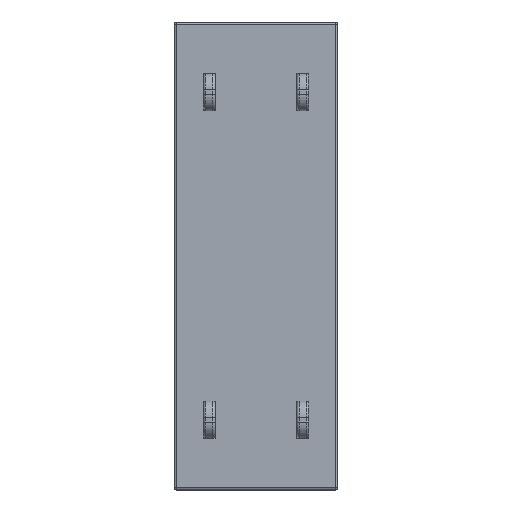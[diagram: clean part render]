
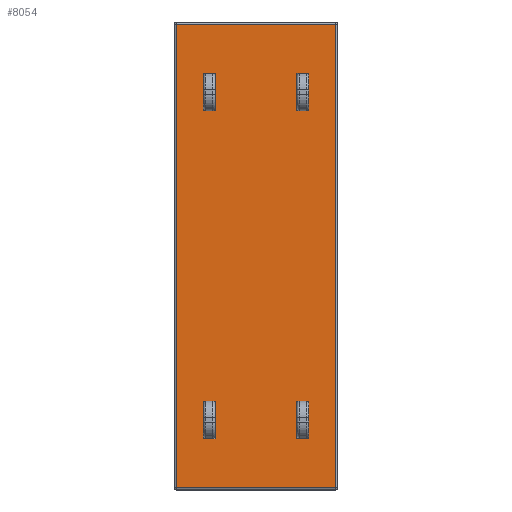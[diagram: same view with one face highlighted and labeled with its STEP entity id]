
A CAD part, front view. The second image highlights one B-rep face of the part: STEP entity #8054.
In plain terms, the highlighted planar face has unit normal (0, -1, 0).
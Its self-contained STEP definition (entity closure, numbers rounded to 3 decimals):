
#777=FACE_BOUND('',#1491,.T.);
#778=FACE_BOUND('',#1492,.T.);
#779=FACE_BOUND('',#1493,.T.);
#780=FACE_BOUND('',#1494,.T.);
#996=FACE_OUTER_BOUND('',#1490,.T.);
#1490=EDGE_LOOP('',(#6390,#6391,#6392,#6393));
#1491=EDGE_LOOP('',(#6394,#6395,#6396,#6397));
#1492=EDGE_LOOP('',(#6398,#6399,#6400,#6401));
#1493=EDGE_LOOP('',(#6402,#6403,#6404,#6405));
#1494=EDGE_LOOP('',(#6406,#6407,#6408,#6409));
#2169=LINE('',#13296,#2928);
#2171=LINE('',#13299,#2930);
#2175=LINE('',#13312,#2934);
#2181=LINE('',#13335,#2940);
#2190=LINE('',#13360,#2949);
#2191=LINE('',#13362,#2950);
#2192=LINE('',#13364,#2951);
#2193=LINE('',#13365,#2952);
#2194=LINE('',#13368,#2953);
#2195=LINE('',#13370,#2954);
#2196=LINE('',#13372,#2955);
#2197=LINE('',#13373,#2956);
#2198=LINE('',#13376,#2957);
#2199=LINE('',#13378,#2958);
#2200=LINE('',#13380,#2959);
#2201=LINE('',#13381,#2960);
#2202=LINE('',#13384,#2961);
#2203=LINE('',#13386,#2962);
#2204=LINE('',#13388,#2963);
#2205=LINE('',#13389,#2964);
#2928=VECTOR('',#10075,10.);
#2930=VECTOR('',#10079,10.);
#2934=VECTOR('',#10095,10.);
#2940=VECTOR('',#10123,10.);
#2949=VECTOR('',#10154,10.);
#2950=VECTOR('',#10155,10.);
#2951=VECTOR('',#10156,10.);
#2952=VECTOR('',#10157,10.);
#2953=VECTOR('',#10158,10.);
#2954=VECTOR('',#10159,10.);
#2955=VECTOR('',#10160,10.);
#2956=VECTOR('',#10161,10.);
#2957=VECTOR('',#10162,10.);
#2958=VECTOR('',#10163,10.);
#2959=VECTOR('',#10164,10.);
#2960=VECTOR('',#10165,10.);
#2961=VECTOR('',#10166,10.);
#2962=VECTOR('',#10167,10.);
#2963=VECTOR('',#10168,10.);
#2964=VECTOR('',#10169,10.);
#3647=VERTEX_POINT('',#13270);
#3648=VERTEX_POINT('',#13274);
#3653=VERTEX_POINT('',#13284);
#3656=VERTEX_POINT('',#13291);
#3669=VERTEX_POINT('',#13358);
#3670=VERTEX_POINT('',#13359);
#3671=VERTEX_POINT('',#13361);
#3672=VERTEX_POINT('',#13363);
#3673=VERTEX_POINT('',#13366);
#3674=VERTEX_POINT('',#13367);
#3675=VERTEX_POINT('',#13369);
#3676=VERTEX_POINT('',#13371);
#3677=VERTEX_POINT('',#13374);
#3678=VERTEX_POINT('',#13375);
#3679=VERTEX_POINT('',#13377);
#3680=VERTEX_POINT('',#13379);
#3681=VERTEX_POINT('',#13382);
#3682=VERTEX_POINT('',#13383);
#3683=VERTEX_POINT('',#13385);
#3684=VERTEX_POINT('',#13387);
#4577=EDGE_CURVE('',#3648,#3656,#2169,.T.);
#4579=EDGE_CURVE('',#3656,#3653,#2171,.T.);
#4586=EDGE_CURVE('',#3653,#3647,#2175,.T.);
#4598=EDGE_CURVE('',#3647,#3648,#2181,.T.);
#4610=EDGE_CURVE('',#3669,#3670,#2190,.T.);
#4611=EDGE_CURVE('',#3669,#3671,#2191,.T.);
#4612=EDGE_CURVE('',#3671,#3672,#2192,.T.);
#4613=EDGE_CURVE('',#3670,#3672,#2193,.T.);
#4614=EDGE_CURVE('',#3673,#3674,#2194,.T.);
#4615=EDGE_CURVE('',#3675,#3673,#2195,.T.);
#4616=EDGE_CURVE('',#3675,#3676,#2196,.T.);
#4617=EDGE_CURVE('',#3674,#3676,#2197,.T.);
#4618=EDGE_CURVE('',#3677,#3678,#2198,.T.);
#4619=EDGE_CURVE('',#3677,#3679,#2199,.T.);
#4620=EDGE_CURVE('',#3679,#3680,#2200,.T.);
#4621=EDGE_CURVE('',#3678,#3680,#2201,.T.);
#4622=EDGE_CURVE('',#3681,#3682,#2202,.T.);
#4623=EDGE_CURVE('',#3683,#3681,#2203,.T.);
#4624=EDGE_CURVE('',#3684,#3683,#2204,.T.);
#4625=EDGE_CURVE('',#3684,#3682,#2205,.T.);
#6390=ORIENTED_EDGE('',*,*,#4577,.F.);
#6391=ORIENTED_EDGE('',*,*,#4598,.F.);
#6392=ORIENTED_EDGE('',*,*,#4586,.F.);
#6393=ORIENTED_EDGE('',*,*,#4579,.F.);
#6394=ORIENTED_EDGE('',*,*,#4610,.F.);
#6395=ORIENTED_EDGE('',*,*,#4611,.T.);
#6396=ORIENTED_EDGE('',*,*,#4612,.T.);
#6397=ORIENTED_EDGE('',*,*,#4613,.F.);
#6398=ORIENTED_EDGE('',*,*,#4614,.F.);
#6399=ORIENTED_EDGE('',*,*,#4615,.F.);
#6400=ORIENTED_EDGE('',*,*,#4616,.T.);
#6401=ORIENTED_EDGE('',*,*,#4617,.F.);
#6402=ORIENTED_EDGE('',*,*,#4618,.F.);
#6403=ORIENTED_EDGE('',*,*,#4619,.T.);
#6404=ORIENTED_EDGE('',*,*,#4620,.T.);
#6405=ORIENTED_EDGE('',*,*,#4621,.F.);
#6406=ORIENTED_EDGE('',*,*,#4622,.F.);
#6407=ORIENTED_EDGE('',*,*,#4623,.F.);
#6408=ORIENTED_EDGE('',*,*,#4624,.F.);
#6409=ORIENTED_EDGE('',*,*,#4625,.T.);
#7767=PLANE('',#8620);
#8054=ADVANCED_FACE('',(#996,#777,#778,#779,#780),#7767,.F.);
#8620=AXIS2_PLACEMENT_3D('',#13357,#10152,#10153);
#10075=DIRECTION('',(0.,0.,1.));
#10079=DIRECTION('',(1.,0.,0.));
#10095=DIRECTION('',(0.,0.,-1.));
#10123=DIRECTION('',(-1.,0.,0.));
#10152=DIRECTION('center_axis',(0.,1.,0.));
#10153=DIRECTION('ref_axis',(1.,0.,0.));
#10154=DIRECTION('',(-1.,0.,0.));
#10155=DIRECTION('',(0.,0.,-1.));
#10156=DIRECTION('',(-1.,0.,0.));
#10157=DIRECTION('',(0.,0.,-1.));
#10158=DIRECTION('',(-1.,0.,0.));
#10159=DIRECTION('',(0.,0.,1.));
#10160=DIRECTION('',(-1.,0.,0.));
#10161=DIRECTION('',(0.,0.,-1.));
#10162=DIRECTION('',(1.,0.,0.));
#10163=DIRECTION('',(0.,0.,1.));
#10164=DIRECTION('',(1.,0.,0.));
#10165=DIRECTION('',(0.,0.,1.));
#10166=DIRECTION('',(0.,0.,1.));
#10167=DIRECTION('',(1.,0.,0.));
#10168=DIRECTION('',(0.,0.,-1.));
#10169=DIRECTION('',(1.,0.,0.));
#13270=CARTESIAN_POINT('',(3.4,0.,-9.9));
#13274=CARTESIAN_POINT('',(-3.4,0.,-9.9));
#13284=CARTESIAN_POINT('',(3.4,0.,9.9));
#13291=CARTESIAN_POINT('',(-3.4,0.,9.9));
#13296=CARTESIAN_POINT('',(-3.4,0.,-5.));
#13299=CARTESIAN_POINT('',(-1.75,0.,9.9));
#13312=CARTESIAN_POINT('',(3.4,0.,5.));
#13335=CARTESIAN_POINT('',(1.75,0.,-9.9));
#13357=CARTESIAN_POINT('Origin',(0.,0.,0.));
#13358=CARTESIAN_POINT('',(-1.75,0.,-6.2));
#13359=CARTESIAN_POINT('',(-2.25,0.,-6.2));
#13360=CARTESIAN_POINT('',(-1.75,0.,-6.2));
#13361=CARTESIAN_POINT('',(-1.75,0.,-7.8));
#13362=CARTESIAN_POINT('',(-1.75,0.,-6.2));
#13363=CARTESIAN_POINT('',(-2.25,0.,-7.8));
#13364=CARTESIAN_POINT('',(-1.75,0.,-7.8));
#13365=CARTESIAN_POINT('',(-2.25,0.,-8.636));
#13366=CARTESIAN_POINT('',(-1.75,0.,7.8));
#13367=CARTESIAN_POINT('',(-2.25,0.,7.8));
#13368=CARTESIAN_POINT('',(-1.75,0.,7.8));
#13369=CARTESIAN_POINT('',(-1.75,0.,6.2));
#13370=CARTESIAN_POINT('',(-1.75,0.,6.2));
#13371=CARTESIAN_POINT('',(-2.25,0.,6.2));
#13372=CARTESIAN_POINT('',(-1.75,0.,6.2));
#13373=CARTESIAN_POINT('',(-2.25,0.,8.636));
#13374=CARTESIAN_POINT('',(1.75,0.,6.2));
#13375=CARTESIAN_POINT('',(2.25,0.,6.2));
#13376=CARTESIAN_POINT('',(1.75,0.,6.2));
#13377=CARTESIAN_POINT('',(1.75,0.,7.8));
#13378=CARTESIAN_POINT('',(1.75,0.,6.2));
#13379=CARTESIAN_POINT('',(2.25,0.,7.8));
#13380=CARTESIAN_POINT('',(1.75,0.,7.8));
#13381=CARTESIAN_POINT('',(2.25,0.,8.636));
#13382=CARTESIAN_POINT('',(2.25,0.,-7.8));
#13383=CARTESIAN_POINT('',(2.25,0.,-6.2));
#13384=CARTESIAN_POINT('',(2.25,0.,-8.636));
#13385=CARTESIAN_POINT('',(1.75,0.,-7.8));
#13386=CARTESIAN_POINT('',(1.75,0.,-7.8));
#13387=CARTESIAN_POINT('',(1.75,0.,-6.2));
#13388=CARTESIAN_POINT('',(1.75,0.,-6.2));
#13389=CARTESIAN_POINT('',(1.75,0.,-6.2));
